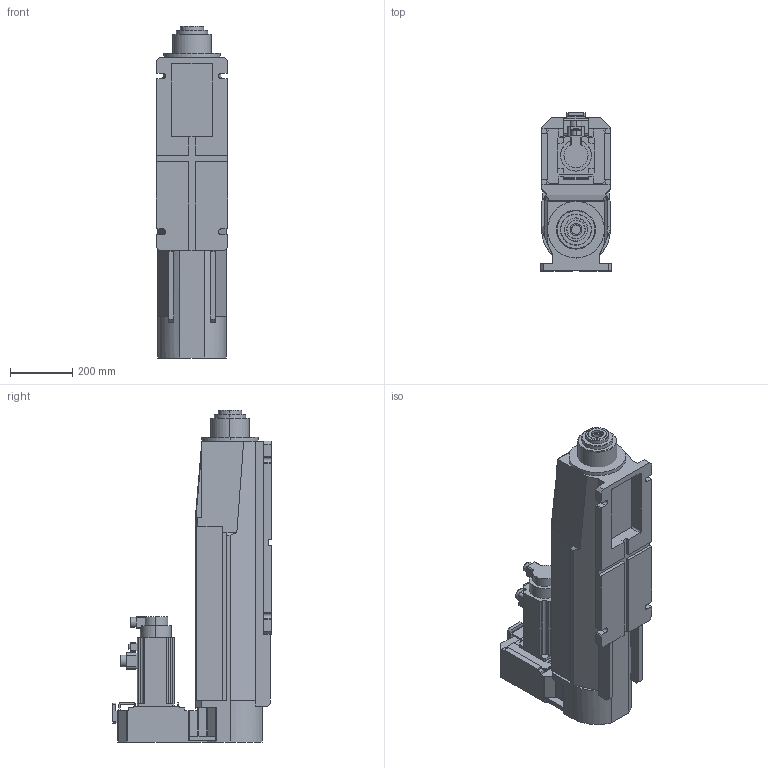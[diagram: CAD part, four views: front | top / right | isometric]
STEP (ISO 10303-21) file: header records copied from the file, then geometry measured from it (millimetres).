
FILE_DESCRIPTION (( 'STEP AP203' ), '1' );
FILE_NAME ('JPU-3004L外形図.STEP', '2007-05-30T04:55:38', ( '' ), ( '' ), 'SwSTEP 2.0', 'SolidWorks 2006104', '' );
FILE_SCHEMA (( 'CONFIG_CONTROL_DESIGN' ));
Length unit declared in the file: millimetre
Products named in the file (3): JPU-3004L外形図; 儔儉_棉太倌; JPU-3004L_蹬怮椔
Assembly tree (2 placements, depth 2):
  JPU-3004L外形図
    儔儉_棉太倌
    JPU-3004L_蹬怮椔
Bounding box: 230 x 508 x 1065 mm (x, y, z)
Volume: 53977356.2 mm3; surface area: 1543905.7 mm2
Topology: 2 solids, 2 shells, 355 faces, 974 edges, 637 vertices
Faces by surface type: plane 260, cylinder 79, cone 14, bspline 2
Entity records: 11528 total; most frequent: CARTESIAN_POINT 2083, ORIENTED_EDGE 1948, DIRECTION 1853, EDGE_CURVE 974, LINE 791, VECTOR 791, VERTEX_POINT 637, AXIS2_PLACEMENT_3D 531
